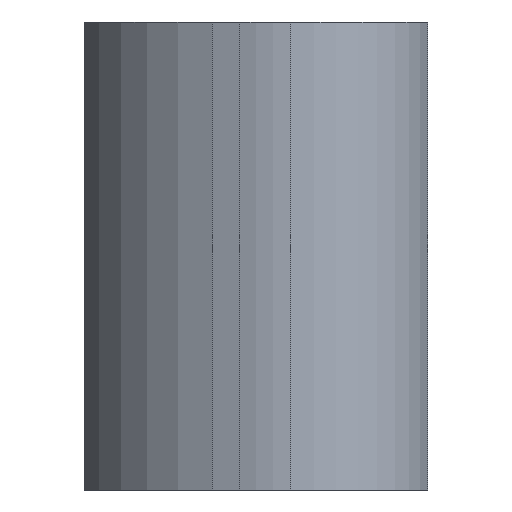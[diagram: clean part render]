
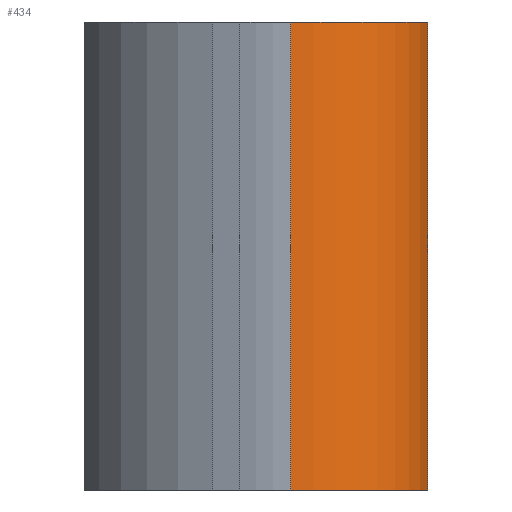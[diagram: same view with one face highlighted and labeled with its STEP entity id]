
A CAD part, left-side view. The second image highlights one B-rep face of the part: STEP entity #434.
In plain terms, the highlighted cylindrical face has radius 9.1 mm (diameter 18.2 mm), a partial arc.
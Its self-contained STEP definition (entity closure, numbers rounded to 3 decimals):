
#38 = LINE ( 'NONE', #487, #598 ) ;
#115 = CARTESIAN_POINT ( 'NONE',  ( -5.222, -71.14, 0. ) ) ;
#133 = VERTEX_POINT ( 'NONE', #957 ) ;
#183 = CIRCLE ( 'NONE', #649, 9.1 ) ;
#200 = EDGE_LOOP ( 'NONE', ( #407, #852, #797, #1097 ) ) ;
#245 = CYLINDRICAL_SURFACE ( 'NONE', #1307, 9.1 ) ;
#251 = VERTEX_POINT ( 'NONE', #115 ) ;
#293 = CARTESIAN_POINT ( 'NONE',  ( -5.222, -71.14, 30. ) ) ;
#365 = DIRECTION ( 'NONE',  ( 0., 0., -1. ) ) ;
#381 = VERTEX_POINT ( 'NONE', #1102 ) ;
#397 = DIRECTION ( 'NONE',  ( 0., 0., -1. ) ) ;
#407 = ORIENTED_EDGE ( 'NONE', *, *, #787, .F. ) ;
#434 = ADVANCED_FACE ( 'NONE', ( #1006 ), #245, .T. ) ;
#487 = CARTESIAN_POINT ( 'NONE',  ( -12.041, -62.331, 30. ) ) ;
#507 = EDGE_CURVE ( 'NONE', #381, #962, #38, .T. ) ;
#509 = CARTESIAN_POINT ( 'NONE',  ( -2.941, -62.331, 0. ) ) ;
#525 = CARTESIAN_POINT ( 'NONE',  ( -12.041, -62.331, 0. ) ) ;
#533 = DIRECTION ( 'NONE',  ( 0., 0., 1. ) ) ;
#550 = EDGE_CURVE ( 'NONE', #133, #251, #932, .T. ) ;
#579 = AXIS2_PLACEMENT_3D ( 'NONE', #509, #533, #1259 ) ;
#588 = DIRECTION ( 'NONE',  ( 1., 0., 0. ) ) ;
#598 = VECTOR ( 'NONE', #397, 1000. ) ;
#648 = EDGE_CURVE ( 'NONE', #962, #251, #1066, .T. ) ;
#649 = AXIS2_PLACEMENT_3D ( 'NONE', #1016, #907, #588 ) ;
#777 = DIRECTION ( 'NONE',  ( -1., 0., 0. ) ) ;
#787 = EDGE_CURVE ( 'NONE', #381, #133, #183, .T. ) ;
#797 = ORIENTED_EDGE ( 'NONE', *, *, #648, .T. ) ;
#852 = ORIENTED_EDGE ( 'NONE', *, *, #507, .T. ) ;
#882 = CARTESIAN_POINT ( 'NONE',  ( -2.941, -62.331, 30. ) ) ;
#907 = DIRECTION ( 'NONE',  ( 0., 0., 1. ) ) ;
#932 = LINE ( 'NONE', #293, #1107 ) ;
#957 = CARTESIAN_POINT ( 'NONE',  ( -5.222, -71.14, 30. ) ) ;
#962 = VERTEX_POINT ( 'NONE', #525 ) ;
#1006 = FACE_OUTER_BOUND ( 'NONE', #200, .T. ) ;
#1016 = CARTESIAN_POINT ( 'NONE',  ( -2.941, -62.331, 30. ) ) ;
#1066 = CIRCLE ( 'NONE', #579, 9.1 ) ;
#1097 = ORIENTED_EDGE ( 'NONE', *, *, #550, .F. ) ;
#1102 = CARTESIAN_POINT ( 'NONE',  ( -12.041, -62.331, 30. ) ) ;
#1107 = VECTOR ( 'NONE', #1342, 1000. ) ;
#1259 = DIRECTION ( 'NONE',  ( 1., 0., 0. ) ) ;
#1307 = AXIS2_PLACEMENT_3D ( 'NONE', #882, #365, #777 ) ;
#1342 = DIRECTION ( 'NONE',  ( 0., 0., -1. ) ) ;
